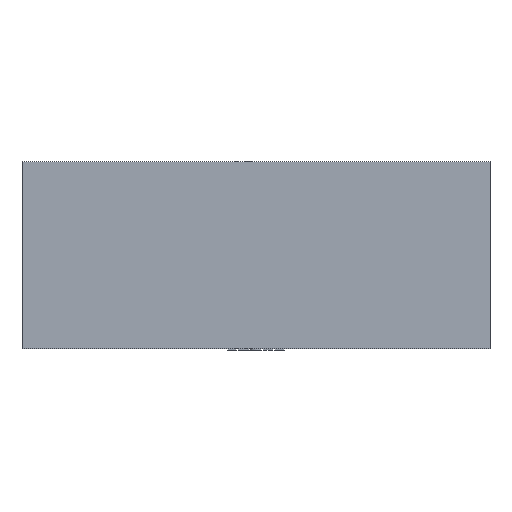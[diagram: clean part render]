
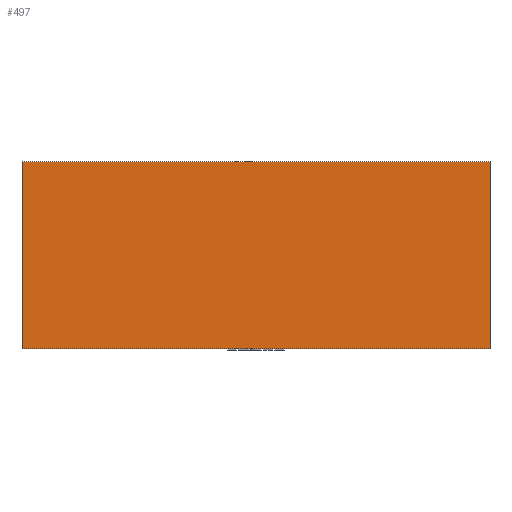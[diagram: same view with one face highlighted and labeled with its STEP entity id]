
A CAD part, top view. The second image highlights one B-rep face of the part: STEP entity #497.
In plain terms, the highlighted planar face has unit normal (0, 0, 1).
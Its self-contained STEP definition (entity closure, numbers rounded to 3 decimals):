
#497 = ADVANCED_FACE( '', ( #1475 ), #1476, .F. );
#1475 = FACE_OUTER_BOUND( '', #9960, .T. );
#1476 = PLANE( '', #9961 );
#9960 = EDGE_LOOP( '', ( #13508, #13509, #13510, #13511 ) );
#9961 = AXIS2_PLACEMENT_3D( '', #13512, #13513, #13514 );
#13508 = ORIENTED_EDGE( '', *, *, #14037, .T. );
#13509 = ORIENTED_EDGE( '', *, *, #13992, .F. );
#13510 = ORIENTED_EDGE( '', *, *, #15135, .F. );
#13511 = ORIENTED_EDGE( '', *, *, #15136, .T. );
#13512 = CARTESIAN_POINT( '', ( 476.25, -190.5, 57.15 ) );
#13513 = DIRECTION( '', ( 0., 0., -1. ) );
#13514 = DIRECTION( '', ( -1., 0., 0. ) );
#13992 = EDGE_CURVE( '', #15207, #15202, #15209, .T. );
#14037 = EDGE_CURVE( '', #15291, #15202, #15292, .T. );
#15135 = EDGE_CURVE( '', #17035, #15207, #17037, .T. );
#15136 = EDGE_CURVE( '', #17035, #15291, #17038, .T. );
#15202 = VERTEX_POINT( '', #17125 );
#15207 = VERTEX_POINT( '', #17132 );
#15209 = LINE( '', #17135, #17136 );
#15291 = VERTEX_POINT( '', #17480 );
#15292 = LINE( '', #17481, #17482 );
#17035 = VERTEX_POINT( '', #23180 );
#17037 = LINE( '', #23183, #23184 );
#17038 = LINE( '', #23185, #23186 );
#17125 = CARTESIAN_POINT( '', ( -476.25, 190.5, 57.15 ) );
#17132 = CARTESIAN_POINT( '', ( -476.25, -190.5, 57.15 ) );
#17135 = CARTESIAN_POINT( '', ( -476.25, -190.5, 57.15 ) );
#17136 = VECTOR( '', #23399, 1000. );
#17480 = CARTESIAN_POINT( '', ( 476.25, 190.5, 57.15 ) );
#17481 = CARTESIAN_POINT( '', ( 476.25, 190.5, 57.15 ) );
#17482 = VECTOR( '', #23416, 1000. );
#23180 = CARTESIAN_POINT( '', ( 476.25, -190.5, 57.15 ) );
#23183 = CARTESIAN_POINT( '', ( 476.25, -190.5, 57.15 ) );
#23184 = VECTOR( '', #24559, 1000. );
#23185 = CARTESIAN_POINT( '', ( 476.25, -190.5, 57.15 ) );
#23186 = VECTOR( '', #24560, 1000. );
#23399 = DIRECTION( '', ( 0., 1., 0. ) );
#23416 = DIRECTION( '', ( -1., 0., 0. ) );
#24559 = DIRECTION( '', ( -1., 0., 0. ) );
#24560 = DIRECTION( '', ( 0., 1., 0. ) );
